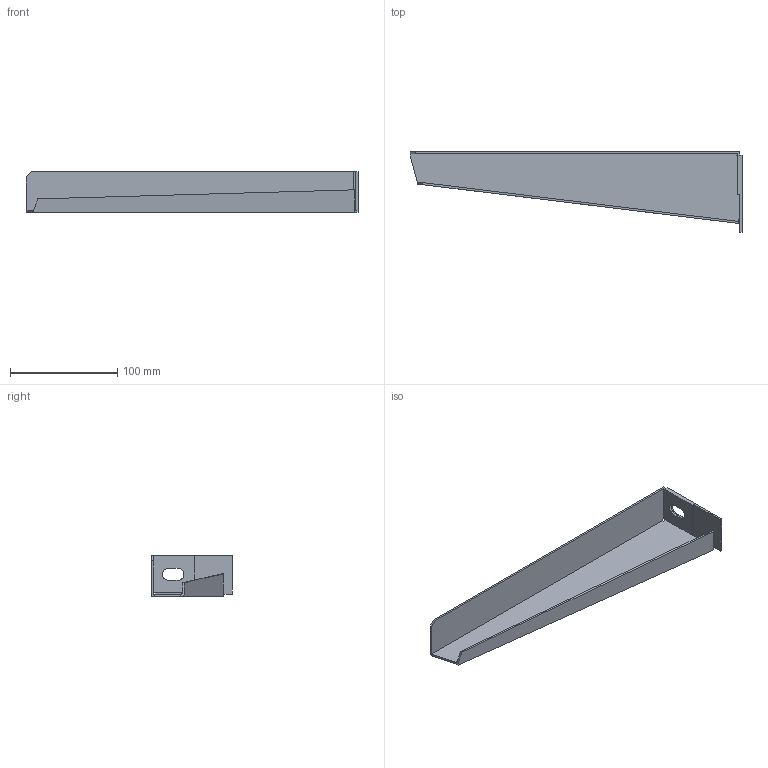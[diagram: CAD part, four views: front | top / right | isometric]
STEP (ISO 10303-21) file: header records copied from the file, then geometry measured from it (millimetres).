
FILE_DESCRIPTION((''),'2;1');
FILE_NAME('6424740','2012-08-17T',('AndreasKeweloh'),(''),'PRO/ENGINEER BY PARAMETRIC TECHNOLOGY CORPORATION, 2012130','PRO/ENGINEER BY PARAMETRIC TECHNOLOGY CORPORATION, 2012130','');
FILE_SCHEMA(('CONFIG_CONTROL_DESIGN'));
Length unit declared in the file: millimetre
Products named in the file (1): 6424740
Bounding box: 310 x 75 x 38.11 mm (x, y, z)
Volume: 64326.7 mm3; surface area: 67704.1 mm2
Topology: 1 solids, 1 shells, 41 faces, 121 edges, 81 vertices
Faces by surface type: plane 32, cylinder 8, bspline 1
Entity records: 1495 total; most frequent: CARTESIAN_POINT 344, ORIENTED_EDGE 242, DIRECTION 213, EDGE_CURVE 121, VECTOR 101, LINE 101, VERTEX_POINT 81, AXIS2_PLACEMENT_3D 56
